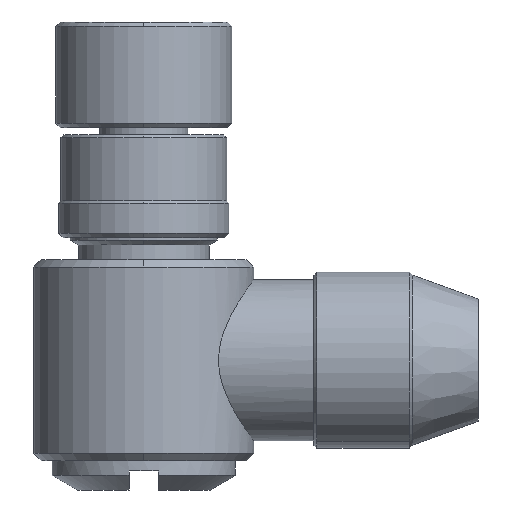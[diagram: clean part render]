
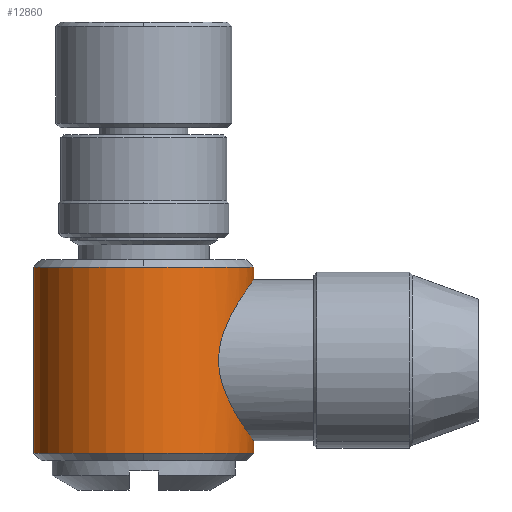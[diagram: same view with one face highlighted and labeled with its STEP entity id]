
A CAD part, left-side view. The second image highlights one B-rep face of the part: STEP entity #12860.
In plain terms, the highlighted cylindrical face has radius 7.5 mm (diameter 15 mm), a partial arc.
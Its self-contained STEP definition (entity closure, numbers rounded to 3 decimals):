
#5120=CARTESIAN_POINT('',(6.8,0.,0.));
#5130=DIRECTION('',(1.,0.,0.));
#5140=DIRECTION('',(0.,0.,-1.));
#5150=AXIS2_PLACEMENT_3D('',#5120,#5130,#5140);
#5160=CIRCLE('',#5150,7.5);
#5170=CARTESIAN_POINT('',(6.8,0.,-7.5));
#5180=VERTEX_POINT('',#5170);
#5190=CARTESIAN_POINT('',(6.8,7.5,
0.));
#5200=VERTEX_POINT('',#5190);
#5210=EDGE_CURVE('',#5180,#5200,#5160,.T.);
#5540=CARTESIAN_POINT('',(19.5,7.5,0.));
#5550=VERTEX_POINT('',#5540);
#5580=CARTESIAN_POINT('',(19.5,0.,0.));
#5590=DIRECTION('',(-1.,0.,0.));
#5600=DIRECTION('',(0.,0.,-1.));
#5610=AXIS2_PLACEMENT_3D('',#5580,#5590,#5600);
#5620=CIRCLE('',#5610,7.5);
#5630=CARTESIAN_POINT('',(19.5,0.,-7.5));
#5640=VERTEX_POINT('',#5630);
#5650=EDGE_CURVE('',#5550,#5640,#5620,.T.);
#6660=CARTESIAN_POINT('',(7.65,0.,-7.5));
#6670=VERTEX_POINT('',#6660);
#6720=CARTESIAN_POINT('',(7.65,0.76,-7.5));
#6730=CARTESIAN_POINT('',(7.65,-0.76,-7.5));
#6740=CARTESIAN_POINT('',(7.81,-1.503,
-7.381));
#6750=CARTESIAN_POINT('',(8.38,-2.832,
-6.979));
#6760=CARTESIAN_POINT('',(8.788,-3.421,
-6.699));
#6770=CARTESIAN_POINT('',(9.77,-4.394,
-6.105));
#6780=CARTESIAN_POINT('',(10.343,-4.783,
-5.789));
#6790=CARTESIAN_POINT('',(11.647,-5.338,
-5.282));
#6800=CARTESIAN_POINT('',(12.396,-5.499,
-5.1));
#6810=CARTESIAN_POINT('',(13.895,-5.501,
-5.098));
#6820=CARTESIAN_POINT('',(14.636,-5.343,
-5.277));
#6830=CARTESIAN_POINT('',(15.946,-4.789,
-5.784));
#6840=CARTESIAN_POINT('',(16.517,-4.404,
-6.097));
#6850=CARTESIAN_POINT('',(17.507,-3.428,
-6.695));
#6860=CARTESIAN_POINT('',(17.907,-2.855,
-6.971));
#6870=CARTESIAN_POINT('',(18.488,-1.514,
-7.379));
#6880=CARTESIAN_POINT('',(18.648,-0.766,
-7.498));
#6890=CARTESIAN_POINT('',(18.652,0.732,
-7.502));
#6900=CARTESIAN_POINT('',(18.496,1.483,
-7.385));
#6910=CARTESIAN_POINT('',(17.925,2.826,
-6.982));
#6920=CARTESIAN_POINT('',(17.516,3.415,
-6.702));
#6930=CARTESIAN_POINT('',(16.535,4.39,
-6.108));
#6940=CARTESIAN_POINT('',(15.956,4.783,
-5.789));
#6950=CARTESIAN_POINT('',(14.656,5.337,
-5.283));
#6960=CARTESIAN_POINT('',(13.917,5.499,
-5.1));
#6970=CARTESIAN_POINT('',(12.395,5.501,
-5.098));
#6980=CARTESIAN_POINT('',(11.657,5.34,
-5.279));
#6990=CARTESIAN_POINT('',(10.355,4.789,
-5.784));
#7000=CARTESIAN_POINT('',(9.776,4.398,
-6.102));
#7010=CARTESIAN_POINT('',(8.795,3.43,
-6.694));
#7020=CARTESIAN_POINT('',(8.387,2.844,
-6.975));
#7030=CARTESIAN_POINT('',(7.811,1.508,
-7.38));
#7040=CARTESIAN_POINT('',(7.65,0.76,-7.5));
#7050=CARTESIAN_POINT('',(7.65,-0.76,-7.5));
#7060=B_SPLINE_CURVE_WITH_KNOTS('',3,(#6720,#6730,#6740,#6750,#6760,
#6770,#6780,#6790,#6800,#6810,#6820,#6830,#6840,#6850,#6860,#6870,#6880,
#6890,#6900,#6910,#6920,#6930,#6940,#6950,#6960,#6970,#6980,#6990,#7000,
#7010,#7020,#7030,#7040,#7050),.UNSPECIFIED.,.T.,.F.,(1,1,2,2,2,2,2,2,2,
2,2,2,2,2,2,2,2,2,2,2),(-0.063,-0.062,0.,0.063,0.125,
0.188,0.25,0.313,0.375,0.438,0.5,0.563,0.625,0.688,0.75,0.813,
0.875,0.938,1.,1.063),.UNSPECIFIED.);
#7070=CARTESIAN_POINT('',(18.65,0.,-7.5))
;
#7080=VERTEX_POINT('',#7070);
#12530=CARTESIAN_POINT('',(0.,0.,0.));
#12540=DIRECTION('',(1.,0.,0.));
#12550=DIRECTION('',(0.,0.,-1.));
#12560=AXIS2_PLACEMENT_3D('',#12530,#12540,#12550);
#12570=CYLINDRICAL_SURFACE('',#12560,7.5);
#12580=CARTESIAN_POINT('',(19.5,0.,7.5));
#12590=VERTEX_POINT('',#12580);
#12600=EDGE_CURVE('',#12590,#5550,#5620,.T.);
#12610=ORIENTED_EDGE('',*,*,#12600,.T.);
#12620=CARTESIAN_POINT('',(0.,0.,7.5));
#12630=DIRECTION('',(1.,0.,0.));
#12640=VECTOR('',#12630,1.);
#12650=LINE('',#12620,#12640);
#12660=CARTESIAN_POINT('',(6.8,0.,7.5));
#12670=VERTEX_POINT('',#12660);
#12680=EDGE_CURVE('',#12670,#12590,#12650,.T.);
#12690=ORIENTED_EDGE('',*,*,#12680,.T.);
#12700=EDGE_CURVE('',#5200,#12670,#5160,.T.);
#12710=ORIENTED_EDGE('',*,*,#12700,.T.);
#12720=ORIENTED_EDGE('',*,*,#5210,.T.);
#12730=CARTESIAN_POINT('',(0.,0.,-7.5));
#12740=DIRECTION('',(1.,0.,0.));
#12750=VECTOR('',#12740,1.);
#12760=LINE('',#12730,#12750);
#12770=EDGE_CURVE('',#5180,#6670,#12760,.T.);
#12780=ORIENTED_EDGE('',*,*,#12770,.F.);
#12790=EDGE_CURVE('',#7080,#6670,#7060,.T.);
#12800=ORIENTED_EDGE('',*,*,#12790,.T.);
#12810=EDGE_CURVE('',#7080,#5640,#12760,.T.);
#12820=ORIENTED_EDGE('',*,*,#12810,.F.);
#12830=ORIENTED_EDGE('',*,*,#5650,.T.);
#12840=EDGE_LOOP('',(#12830,#12820,#12800,#12780,#12720,#12710,#12690,
#12610));
#12850=FACE_OUTER_BOUND('',#12840,.T.);
#12860=ADVANCED_FACE('',(#12850),#12570,.T.);
